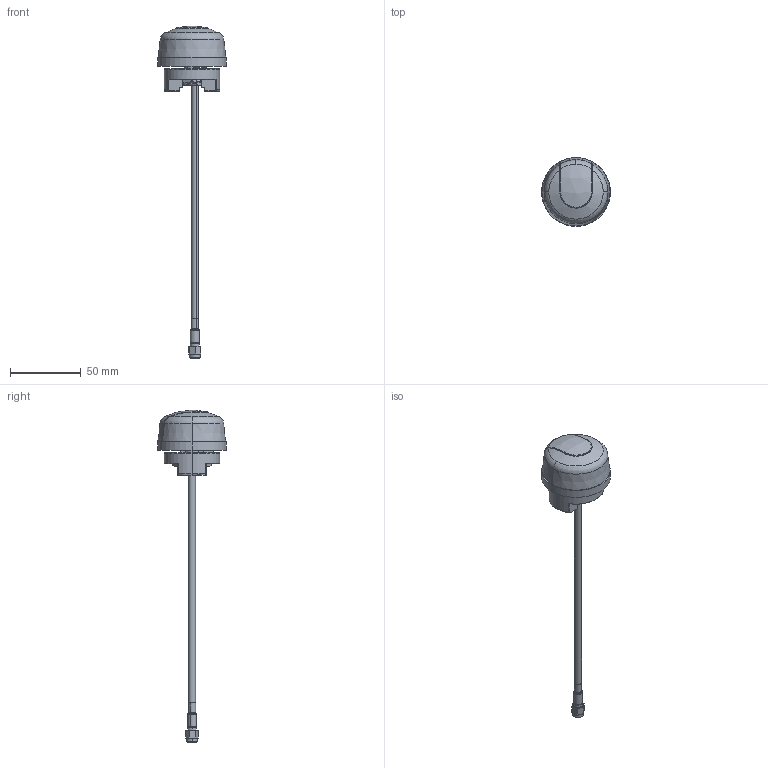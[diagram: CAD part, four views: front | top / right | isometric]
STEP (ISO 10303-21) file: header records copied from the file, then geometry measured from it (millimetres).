
FILE_DESCRIPTION (( 'STEP AP214' ), '1' );
FILE_NAME ('IS.04.B.301111_Web.STEP', '2020-01-02T06:24:24', ( '' ), ( '' ), 'SwSTEP 2.0', 'SolidWorks 2017', '' );
FILE_SCHEMA (( 'AUTOMOTIVE_DESIGN' ));
Length unit declared in the file: millimetre
Products named in the file (1): IS.04.B.301111_Web
Bounding box: 48.8 x 48.8 x 235.05 mm (x, y, z)
Surface area: 17339.3 mm2 (no closed solid volume)
Topology: 0 solids, 18 shells, 220 faces, 806 edges, 588 vertices
Faces by surface type: cylinder 71, plane 55, bspline 43, torus 26, cone 17, sphere 8
Entity records: 22919 total; most frequent: CARTESIAN_POINT 14515, ORIENTED_EDGE 1233, DIRECTION 1056, EDGE_CURVE 800, VERTEX_POINT 588, AXIS2_PLACEMENT_3D 406, B_SPLINE_CURVE_WITH_KNOTS 268, VECTOR 244
